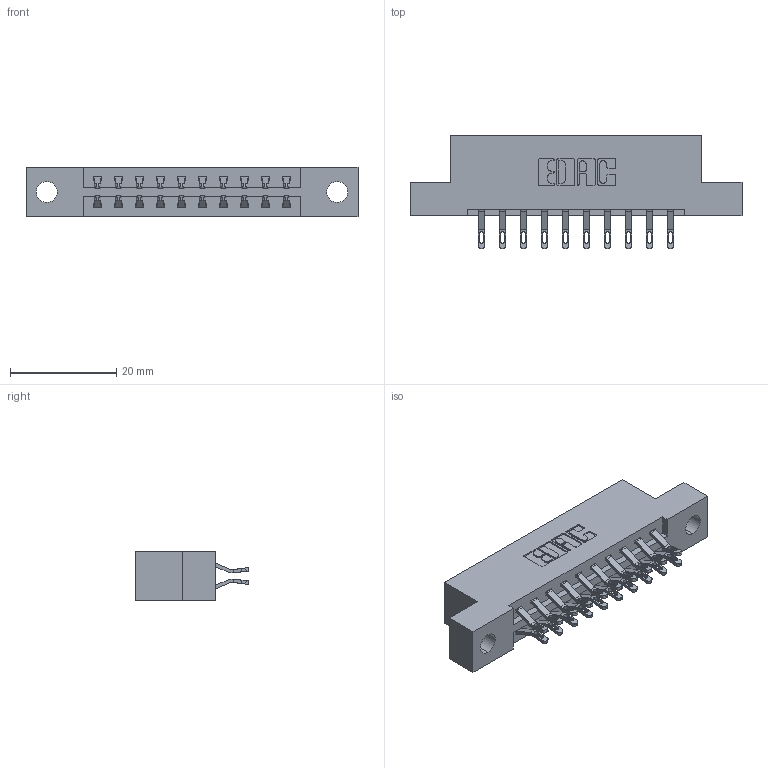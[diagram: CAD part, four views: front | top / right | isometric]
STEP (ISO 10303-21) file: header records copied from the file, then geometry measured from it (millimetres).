
FILE_DESCRIPTION (( 'STEP AP203' ), '1' );
FILE_NAME ('337-020-555-204.STEP', '2018-08-05T10:01:51', ( '' ), ( '' ), 'SwSTEP 2.0', 'SolidWorks 2016', '' );
FILE_SCHEMA (( 'CONFIG_CONTROL_DESIGN' ));
Length unit declared in the file: inch
Products named in the file (3): 337-020-555-204; 337 Part_Flush Mounting Lugs - 0.156 Dia-TH; 345-292-001_555 Tail
Assembly tree (21 placements, depth 2):
  337-020-555-204
    337 Part_Flush Mounting Lugs - 0.156 Dia-TH
    345-292-001_555 Tail  x20
Bounding box: 62.64 x 21.47 x 9.4 mm (x, y, z)
Volume: 6145.3 mm3; surface area: 6652.5 mm2
Topology: 21 solids, 21 shells, 1314 faces, 4091 edges, 2726 vertices
Faces by surface type: plane 790, cylinder 524
Entity records: 12221 total; most frequent: CARTESIAN_POINT 2120, ORIENTED_EDGE 2026, DIRECTION 1833, EDGE_CURVE 1013, VECTOR 865, LINE 865, VERTEX_POINT 674, AXIS2_PLACEMENT_3D 484
